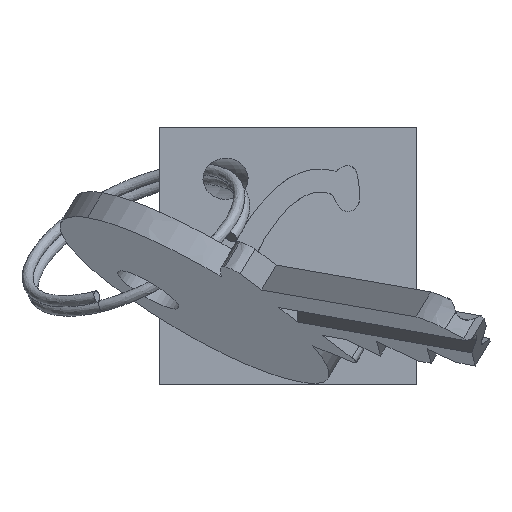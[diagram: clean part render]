
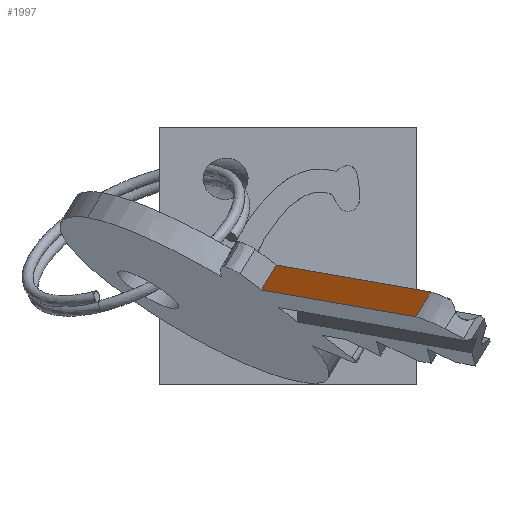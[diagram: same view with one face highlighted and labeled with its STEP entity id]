
A CAD part, left-side view. The second image highlights one B-rep face of the part: STEP entity #1997.
In plain terms, the highlighted face is a extrusion surface.
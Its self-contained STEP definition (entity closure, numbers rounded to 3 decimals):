
#520 = PLANE('',#521);
#521 = AXIS2_PLACEMENT_3D('',#522,#523,#524);
#522 = CARTESIAN_POINT('',(-38.431,5.174,8.393)
  );
#523 = DIRECTION('',(-0.211,0.498,-0.841));
#524 = DIRECTION('',(-0.852,-0.516,-0.091
    ));
#579 = PLANE('',#580);
#580 = AXIS2_PLACEMENT_3D('',#581,#582,#583);
#581 = CARTESIAN_POINT('',(-37.945,4.03,
    10.328));
#582 = DIRECTION('',(-0.211,0.498,-0.841));
#583 = DIRECTION('',(-0.852,-0.516,-0.091
    ));
#720 = SURFACE_OF_LINEAR_EXTRUSION('',#721,#724);
#721 = B_SPLINE_CURVE_WITH_KNOTS('',1,(#722,#723),.UNSPECIFIED.,.F.,.F.,
  (2,2),(0.,21.789),.PIECEWISE_BEZIER_KNOTS.);
#722 = CARTESIAN_POINT('',(-42.211,2.582,
    10.542));
#723 = CARTESIAN_POINT('',(-41.126,0.931,9.293
    ));
#724 = VECTOR('',#725,1.);
#725 = DIRECTION('',(0.211,-0.498,0.841));
#1195 = VERTEX_POINT('',#1196);
#1196 = CARTESIAN_POINT('',(-61.122,-11.065,
    7.215));
#1212 = SURFACE_OF_LINEAR_EXTRUSION('',#1213,#1218);
#1213 = B_SPLINE_CURVE_WITH_KNOTS('',3,(#1214,#1215,#1216,#1217),
  .UNSPECIFIED.,.F.,.F.,(4,4),(0.,1.),.PIECEWISE_BEZIER_KNOTS.);
#1214 = CARTESIAN_POINT('',(-61.122,-11.065,
    7.215));
#1215 = CARTESIAN_POINT('',(-61.122,-11.065,
    7.215));
#1216 = CARTESIAN_POINT('',(-62.399,-12.179,
    6.877));
#1217 = CARTESIAN_POINT('',(-62.77,-13.349,
    6.278));
#1218 = VECTOR('',#1219,1.);
#1219 = DIRECTION('',(0.211,-0.498,0.841));
#1227 = EDGE_CURVE('',#1228,#1195,#1230,.T.);
#1228 = VERTEX_POINT('',#1229);
#1229 = CARTESIAN_POINT('',(-41.126,0.931,
    9.293));
#1230 = SURFACE_CURVE('',#1231,(#1234,#1240),.PCURVE_S1.);
#1231 = B_SPLINE_CURVE_WITH_KNOTS('',1,(#1232,#1233),.UNSPECIFIED.,.F.,
  .F.,(2,2),(0.,197.503),.PIECEWISE_BEZIER_KNOTS.);
#1232 = CARTESIAN_POINT('',(-41.126,0.931,
    9.293));
#1233 = CARTESIAN_POINT('',(-61.122,-11.065,
    7.215));
#1234 = PCURVE('',#579,#1235);
#1235 = DEFINITIONAL_REPRESENTATION('',(#1236),#1239);
#1236 = B_SPLINE_CURVE_WITH_KNOTS('',1,(#1237,#1238),.UNSPECIFIED.,.F.,
  .F.,(2,2),(0.,197.503),.PIECEWISE_BEZIER_KNOTS.);
#1237 = CARTESIAN_POINT('',(4.403,-1.187));
#1238 = CARTESIAN_POINT('',(27.813,-1.072));
#1239 = ( GEOMETRIC_REPRESENTATION_CONTEXT(2) 
PARAMETRIC_REPRESENTATION_CONTEXT() REPRESENTATION_CONTEXT('2D SPACE',''
  ) );
#1240 = PCURVE('',#1241,#1247);
#1241 = SURFACE_OF_LINEAR_EXTRUSION('',#1242,#1245);
#1242 = B_SPLINE_CURVE_WITH_KNOTS('',1,(#1243,#1244),.UNSPECIFIED.,.F.,
  .F.,(2,2),(0.,197.503),.PIECEWISE_BEZIER_KNOTS.);
#1243 = CARTESIAN_POINT('',(-41.126,0.931,
    9.293));
#1244 = CARTESIAN_POINT('',(-61.122,-11.065,
    7.215));
#1245 = VECTOR('',#1246,1.);
#1246 = DIRECTION('',(0.211,-0.498,0.841));
#1247 = DEFINITIONAL_REPRESENTATION('',(#1248),#1252);
#1248 = LINE('',#1249,#1250);
#1249 = CARTESIAN_POINT('',(0.,0.));
#1250 = VECTOR('',#1251,1.);
#1251 = DIRECTION('',(1.,0.));
#1252 = ( GEOMETRIC_REPRESENTATION_CONTEXT(2) 
PARAMETRIC_REPRESENTATION_CONTEXT() REPRESENTATION_CONTEXT('2D SPACE',''
  ) );
#1853 = VERTEX_POINT('',#1854);
#1854 = CARTESIAN_POINT('',(-61.608,-9.921,
    5.28));
#1877 = EDGE_CURVE('',#1878,#1853,#1880,.T.);
#1878 = VERTEX_POINT('',#1879);
#1879 = CARTESIAN_POINT('',(-41.612,2.075,
    7.358));
#1880 = SURFACE_CURVE('',#1881,(#1884,#1890),.PCURVE_S1.);
#1881 = B_SPLINE_CURVE_WITH_KNOTS('',1,(#1882,#1883),.UNSPECIFIED.,.F.,
  .F.,(2,2),(0.,197.503),.PIECEWISE_BEZIER_KNOTS.);
#1882 = CARTESIAN_POINT('',(-41.612,2.075,
    7.358));
#1883 = CARTESIAN_POINT('',(-61.608,-9.921,
    5.28));
#1884 = PCURVE('',#520,#1885);
#1885 = DEFINITIONAL_REPRESENTATION('',(#1886),#1889);
#1886 = B_SPLINE_CURVE_WITH_KNOTS('',1,(#1887,#1888),.UNSPECIFIED.,.F.,
  .F.,(2,2),(0.,197.503),.PIECEWISE_BEZIER_KNOTS.);
#1887 = CARTESIAN_POINT('',(4.403,-1.187));
#1888 = CARTESIAN_POINT('',(27.813,-1.072));
#1889 = ( GEOMETRIC_REPRESENTATION_CONTEXT(2) 
PARAMETRIC_REPRESENTATION_CONTEXT() REPRESENTATION_CONTEXT('2D SPACE',''
  ) );
#1890 = PCURVE('',#1241,#1891);
#1891 = DEFINITIONAL_REPRESENTATION('',(#1892),#1896);
#1892 = LINE('',#1893,#1894);
#1893 = CARTESIAN_POINT('',(0.,-2.3));
#1894 = VECTOR('',#1895,1.);
#1895 = DIRECTION('',(1.,0.));
#1896 = ( GEOMETRIC_REPRESENTATION_CONTEXT(2) 
PARAMETRIC_REPRESENTATION_CONTEXT() REPRESENTATION_CONTEXT('2D SPACE',''
  ) );
#1976 = EDGE_CURVE('',#1228,#1878,#1977,.T.);
#1977 = SURFACE_CURVE('',#1978,(#1982,#1989),.PCURVE_S1.);
#1978 = LINE('',#1979,#1980);
#1979 = CARTESIAN_POINT('',(-41.126,0.931,
    9.293));
#1980 = VECTOR('',#1981,1.);
#1981 = DIRECTION('',(-0.211,0.498,-0.841));
#1982 = PCURVE('',#720,#1983);
#1983 = DEFINITIONAL_REPRESENTATION('',(#1984),#1988);
#1984 = LINE('',#1985,#1986);
#1985 = CARTESIAN_POINT('',(21.789,0.));
#1986 = VECTOR('',#1987,1.);
#1987 = DIRECTION('',(0.,-1.));
#1988 = ( GEOMETRIC_REPRESENTATION_CONTEXT(2) 
PARAMETRIC_REPRESENTATION_CONTEXT() REPRESENTATION_CONTEXT('2D SPACE',''
  ) );
#1989 = PCURVE('',#1241,#1990);
#1990 = DEFINITIONAL_REPRESENTATION('',(#1991),#1995);
#1991 = LINE('',#1992,#1993);
#1992 = CARTESIAN_POINT('',(0.,0.));
#1993 = VECTOR('',#1994,1.);
#1994 = DIRECTION('',(0.,-1.));
#1995 = ( GEOMETRIC_REPRESENTATION_CONTEXT(2) 
PARAMETRIC_REPRESENTATION_CONTEXT() REPRESENTATION_CONTEXT('2D SPACE',''
  ) );
#1997 = ADVANCED_FACE('',(#1998),#1241,.T.);
#1998 = FACE_BOUND('',#1999,.T.);
#1999 = EDGE_LOOP('',(#2000,#2001,#2002,#2023));
#2000 = ORIENTED_EDGE('',*,*,#1976,.T.);
#2001 = ORIENTED_EDGE('',*,*,#1877,.T.);
#2002 = ORIENTED_EDGE('',*,*,#2003,.F.);
#2003 = EDGE_CURVE('',#1195,#1853,#2004,.T.);
#2004 = SURFACE_CURVE('',#2005,(#2009,#2016),.PCURVE_S1.);
#2005 = LINE('',#2006,#2007);
#2006 = CARTESIAN_POINT('',(-61.122,-11.065,
    7.215));
#2007 = VECTOR('',#2008,1.);
#2008 = DIRECTION('',(-0.211,0.498,-0.841));
#2009 = PCURVE('',#1241,#2010);
#2010 = DEFINITIONAL_REPRESENTATION('',(#2011),#2015);
#2011 = LINE('',#2012,#2013);
#2012 = CARTESIAN_POINT('',(197.503,0.));
#2013 = VECTOR('',#2014,1.);
#2014 = DIRECTION('',(0.,-1.));
#2015 = ( GEOMETRIC_REPRESENTATION_CONTEXT(2) 
PARAMETRIC_REPRESENTATION_CONTEXT() REPRESENTATION_CONTEXT('2D SPACE',''
  ) );
#2016 = PCURVE('',#1212,#2017);
#2017 = DEFINITIONAL_REPRESENTATION('',(#2018),#2022);
#2018 = LINE('',#2019,#2020);
#2019 = CARTESIAN_POINT('',(0.,0.));
#2020 = VECTOR('',#2021,1.);
#2021 = DIRECTION('',(0.,-1.));
#2022 = ( GEOMETRIC_REPRESENTATION_CONTEXT(2) 
PARAMETRIC_REPRESENTATION_CONTEXT() REPRESENTATION_CONTEXT('2D SPACE',''
  ) );
#2023 = ORIENTED_EDGE('',*,*,#1227,.F.);
